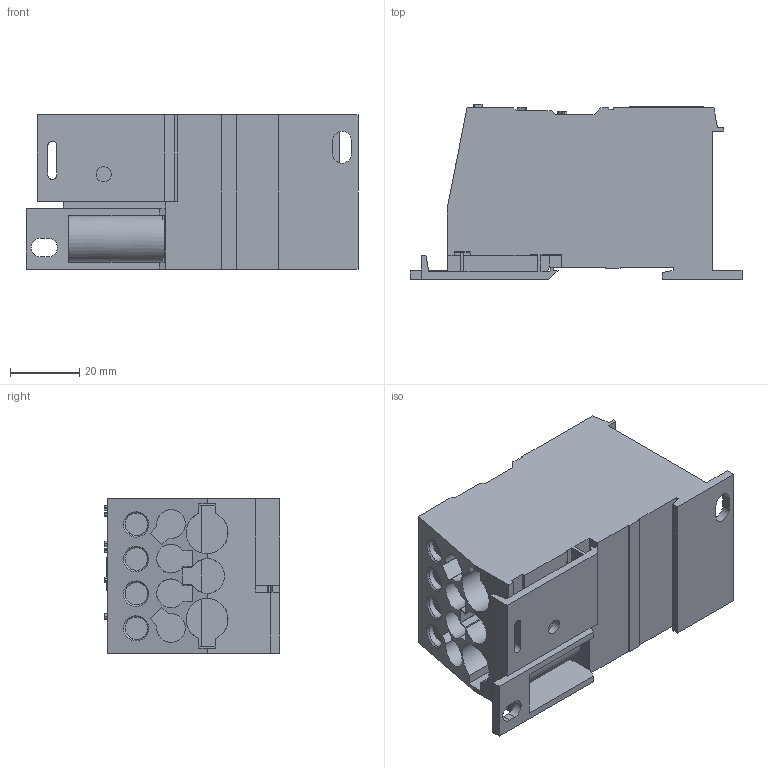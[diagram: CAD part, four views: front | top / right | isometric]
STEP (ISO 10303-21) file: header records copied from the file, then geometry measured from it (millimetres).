
FILE_DESCRIPTION(('FreeCAD Model'),'2;1');
FILE_NAME('1744_SVB_400.stp','2018-09-01T18:19:34',('Author'),(''), 'Open CASCADE STEP processor 7.2','FreeCAD','Unknown');
FILE_SCHEMA(('AUTOMOTIVE_DESIGN { 1 0 10303 214 1 1 1 1 }'));
Length unit declared in the file: millimetre
Products named in the file (1): 1744_SVB_400
Bounding box: 95.8 x 50.5 x 44.6 mm (x, y, z)
Volume: 138061.3 mm3; surface area: 30516 mm2
Topology: 1 solids, 1 shells, 413 faces, 1116 edges, 742 vertices
Faces by surface type: plane 259, bspline 120, cylinder 33, cone 1
Full cylindrical faces by diameter (mm): 4.4 x1, 5.3 x8, 5.4 x1, 6.5 x4, 7 x2, 15 x1, 20 x1, 23.7 x1
Entity records: 29017 total; most frequent: CARTESIAN_POINT 8248, DIRECTION 3210, LINE 2438, VECTOR 2438, ORIENTED_EDGE 2232, PCURVE 2232, DEFINITIONAL_REPRESENTATION 2232, EDGE_CURVE 1116
